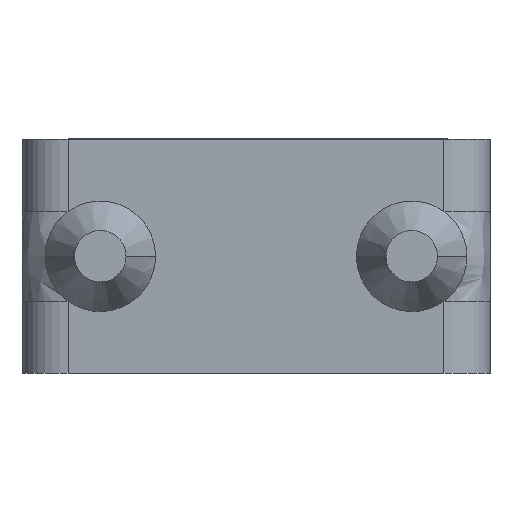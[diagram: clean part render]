
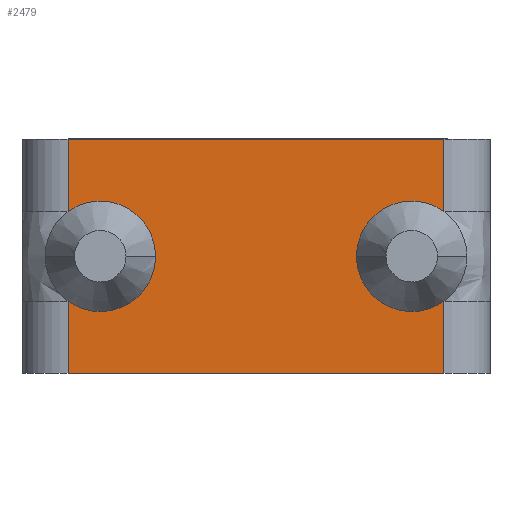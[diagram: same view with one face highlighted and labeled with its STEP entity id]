
A CAD part, front view. The second image highlights one B-rep face of the part: STEP entity #2479.
In plain terms, the highlighted planar face has unit normal (0, -1, 0).
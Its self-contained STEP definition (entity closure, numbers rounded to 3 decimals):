
#17 = VERTEX_POINT ( 'NONE', #797 ) ;
#35 = EDGE_CURVE ( 'NONE', #2881, #1172, #342, .T. ) ;
#36 = FACE_OUTER_BOUND ( 'NONE', #429, .T. ) ;
#62 = ORIENTED_EDGE ( 'NONE', *, *, #804, .F. ) ;
#67 = VECTOR ( 'NONE', #358, 1000. ) ;
#92 = AXIS2_PLACEMENT_3D ( 'NONE', #2733, #1101, #183 ) ;
#97 = ORIENTED_EDGE ( 'NONE', *, *, #933, .F. ) ;
#124 = CARTESIAN_POINT ( 'NONE',  ( -1.09, -2.54, -1.27 ) ) ;
#126 = CARTESIAN_POINT ( 'NONE',  ( 2.04, -2.54, -2.54 ) ) ;
#152 = LINE ( 'NONE', #2314, #534 ) ;
#183 = DIRECTION ( 'NONE',  ( 1., 0., 0. ) ) ;
#245 = CIRCLE ( 'NONE', #779, 0.6 ) ;
#287 = CARTESIAN_POINT ( 'NONE',  ( -2.04, -2.54, -2.54 ) ) ;
#299 = LINE ( 'NONE', #287, #2834 ) ;
#302 = CARTESIAN_POINT ( 'NONE',  ( -2.04, -2.54, -2.54 ) ) ;
#328 = DIRECTION ( 'NONE',  ( 0., -1., 0. ) ) ;
#342 = LINE ( 'NONE', #126, #67 ) ;
#358 = DIRECTION ( 'NONE',  ( 0., 0., 1. ) ) ;
#429 = EDGE_LOOP ( 'NONE', ( #2323, #1985, #97, #1708, #1051, #62, #1971, #1096, #1464, #2992 ) ) ;
#462 = AXIS2_PLACEMENT_3D ( 'NONE', #1910, #328, #770 ) ;
#534 = VECTOR ( 'NONE', #1068, 1000. ) ;
#770 = DIRECTION ( 'NONE',  ( 1., 0., 0. ) ) ;
#773 = VERTEX_POINT ( 'NONE', #2436 ) ;
#779 = AXIS2_PLACEMENT_3D ( 'NONE', #2789, #2066, #1842 ) ;
#788 = CARTESIAN_POINT ( 'NONE',  ( 2.04, -2.54, -2.54 ) ) ;
#797 = CARTESIAN_POINT ( 'NONE',  ( 2.04, -2.54, 0. ) ) ;
#804 = EDGE_CURVE ( 'NONE', #1289, #17, #152, .T. ) ;
#849 = PLANE ( 'NONE',  #92 ) ;
#874 = CARTESIAN_POINT ( 'NONE',  ( 2.04, -2.54, -2.54 ) ) ;
#910 = AXIS2_PLACEMENT_3D ( 'NONE', #1407, #2822, #2841 ) ;
#933 = EDGE_CURVE ( 'NONE', #2068, #1172, #245, .T. ) ;
#943 = CARTESIAN_POINT ( 'NONE',  ( 2.54, -2.54, -2.54 ) ) ;
#953 = CIRCLE ( 'NONE', #462, 0.6 ) ;
#1001 = CIRCLE ( 'NONE', #910, 0.6 ) ;
#1051 = ORIENTED_EDGE ( 'NONE', *, *, #2465, .T. ) ;
#1066 = CARTESIAN_POINT ( 'NONE',  ( -2.04, -2.54, 0. ) ) ;
#1068 = DIRECTION ( 'NONE',  ( 1., 0., 0. ) ) ;
#1069 = CARTESIAN_POINT ( 'NONE',  ( 2.04, -2.54, -0.783 ) ) ;
#1096 = ORIENTED_EDGE ( 'NONE', *, *, #1152, .F. ) ;
#1101 = DIRECTION ( 'NONE',  ( 0., -1., 0. ) ) ;
#1108 = AXIS2_PLACEMENT_3D ( 'NONE', #1619, #2575, #2854 ) ;
#1152 = EDGE_CURVE ( 'NONE', #1744, #773, #2411, .T. ) ;
#1172 = VERTEX_POINT ( 'NONE', #2118 ) ;
#1199 = CARTESIAN_POINT ( 'NONE',  ( -2.04, -2.54, -2.54 ) ) ;
#1246 = DIRECTION ( 'NONE',  ( 0., 0., -1. ) ) ;
#1289 = VERTEX_POINT ( 'NONE', #1066 ) ;
#1333 = VECTOR ( 'NONE', #2657, 1000. ) ;
#1407 = CARTESIAN_POINT ( 'NONE',  ( 1.69, -2.54, -1.27 ) ) ;
#1464 = ORIENTED_EDGE ( 'NONE', *, *, #2745, .F. ) ;
#1574 = LINE ( 'NONE', #943, #2976 ) ;
#1619 = CARTESIAN_POINT ( 'NONE',  ( -1.69, -2.54, -1.27 ) ) ;
#1659 = EDGE_CURVE ( 'NONE', #2738, #2881, #1574, .T. ) ;
#1673 = LINE ( 'NONE', #302, #1333 ) ;
#1708 = ORIENTED_EDGE ( 'NONE', *, *, #2981, .F. ) ;
#1722 = DIRECTION ( 'NONE',  ( 0., 0., 1. ) ) ;
#1744 = VERTEX_POINT ( 'NONE', #124 ) ;
#1842 = DIRECTION ( 'NONE',  ( 1., 0., 0. ) ) ;
#1910 = CARTESIAN_POINT ( 'NONE',  ( -1.69, -2.54, -1.27 ) ) ;
#1951 = LINE ( 'NONE', #788, #2886 ) ;
#1971 = ORIENTED_EDGE ( 'NONE', *, *, #2728, .T. ) ;
#1985 = ORIENTED_EDGE ( 'NONE', *, *, #35, .T. ) ;
#2066 = DIRECTION ( 'NONE',  ( 0., -1., 0. ) ) ;
#2068 = VERTEX_POINT ( 'NONE', #2424 ) ;
#2118 = CARTESIAN_POINT ( 'NONE',  ( 2.04, -2.54, -1.757 ) ) ;
#2180 = VERTEX_POINT ( 'NONE', #2990 ) ;
#2314 = CARTESIAN_POINT ( 'NONE',  ( 2.54, -2.54, 0. ) ) ;
#2323 = ORIENTED_EDGE ( 'NONE', *, *, #1659, .T. ) ;
#2402 = EDGE_CURVE ( 'NONE', #2180, #2738, #1673, .T. ) ;
#2411 = CIRCLE ( 'NONE', #1108, 0.6 ) ;
#2424 = CARTESIAN_POINT ( 'NONE',  ( 1.09, -2.54, -1.27 ) ) ;
#2436 = CARTESIAN_POINT ( 'NONE',  ( -2.04, -2.54, -0.783 ) ) ;
#2465 = EDGE_CURVE ( 'NONE', #2604, #17, #1951, .T. ) ;
#2479 = ADVANCED_FACE ( 'NONE', ( #36 ), #849, .T. ) ;
#2523 = DIRECTION ( 'NONE',  ( 1., 0., 0. ) ) ;
#2575 = DIRECTION ( 'NONE',  ( 0., -1., 0. ) ) ;
#2604 = VERTEX_POINT ( 'NONE', #1069 ) ;
#2657 = DIRECTION ( 'NONE',  ( 0., 0., -1. ) ) ;
#2728 = EDGE_CURVE ( 'NONE', #1289, #773, #299, .T. ) ;
#2733 = CARTESIAN_POINT ( 'NONE',  ( 2.54, -2.54, -2.54 ) ) ;
#2738 = VERTEX_POINT ( 'NONE', #1199 ) ;
#2745 = EDGE_CURVE ( 'NONE', #2180, #1744, #953, .T. ) ;
#2789 = CARTESIAN_POINT ( 'NONE',  ( 1.69, -2.54, -1.27 ) ) ;
#2822 = DIRECTION ( 'NONE',  ( 0., -1., 0. ) ) ;
#2834 = VECTOR ( 'NONE', #1246, 1000. ) ;
#2841 = DIRECTION ( 'NONE',  ( 1., 0., 0. ) ) ;
#2854 = DIRECTION ( 'NONE',  ( 1., 0., 0. ) ) ;
#2881 = VERTEX_POINT ( 'NONE', #874 ) ;
#2886 = VECTOR ( 'NONE', #1722, 1000. ) ;
#2976 = VECTOR ( 'NONE', #2523, 1000. ) ;
#2981 = EDGE_CURVE ( 'NONE', #2604, #2068, #1001, .T. ) ;
#2990 = CARTESIAN_POINT ( 'NONE',  ( -2.04, -2.54, -1.757 ) ) ;
#2992 = ORIENTED_EDGE ( 'NONE', *, *, #2402, .T. ) ;
